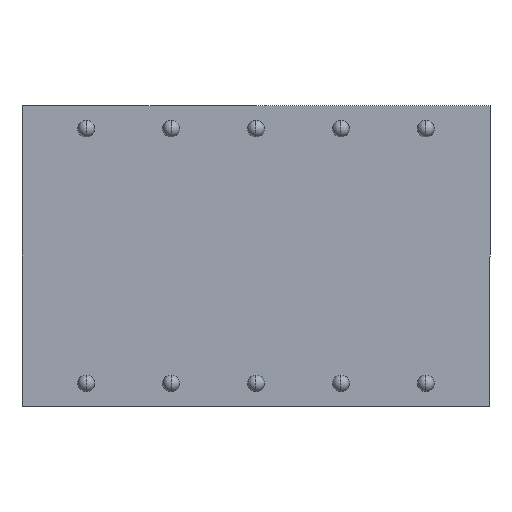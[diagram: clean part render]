
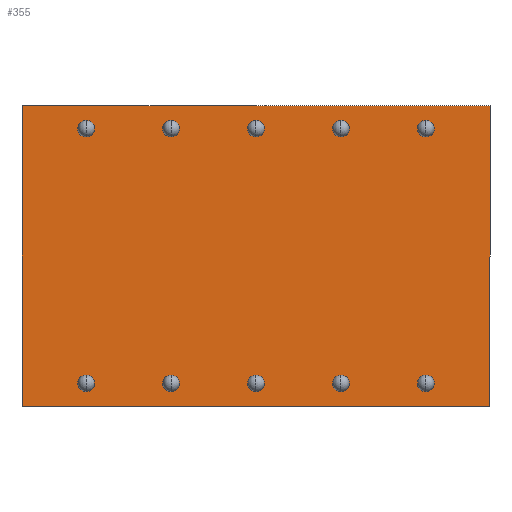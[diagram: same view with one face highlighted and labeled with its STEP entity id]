
A CAD part, front view. The second image highlights one B-rep face of the part: STEP entity #355.
In plain terms, the highlighted planar face has unit normal (0, -1, 0).
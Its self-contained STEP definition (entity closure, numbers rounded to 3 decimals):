
#5 = LINE ( 'NONE', #96, #152 ) ;
#26 = CARTESIAN_POINT ( 'NONE',  ( -7., 0., -4.5 ) ) ;
#46 = CARTESIAN_POINT ( 'NONE',  ( -7., 0., 4.5 ) ) ;
#59 = VECTOR ( 'NONE', #949, 1000. ) ;
#96 = CARTESIAN_POINT ( 'NONE',  ( -7., 0., -4.5 ) ) ;
#139 = EDGE_CURVE ( 'NONE', #1246, #1005, #1373, .T. ) ;
#152 = VECTOR ( 'NONE', #321, 1000. ) ;
#192 = EDGE_LOOP ( 'NONE', ( #1205, #959, #1222, #291 ) ) ;
#226 = DIRECTION ( 'NONE',  ( 0., 0., 1. ) ) ;
#291 = ORIENTED_EDGE ( 'NONE', *, *, #407, .F. ) ;
#321 = DIRECTION ( 'NONE',  ( 0., 0., 1. ) ) ;
#338 = CARTESIAN_POINT ( 'NONE',  ( 7., 0., -4.5 ) ) ;
#355 = ADVANCED_FACE ( 'NONE', ( #1257 ), #1393, .F. ) ;
#382 = DIRECTION ( 'NONE',  ( -1., 0., 0. ) ) ;
#399 = VERTEX_POINT ( 'NONE', #46 ) ;
#407 = EDGE_CURVE ( 'NONE', #1005, #987, #597, .T. ) ;
#464 = EDGE_CURVE ( 'NONE', #399, #1246, #483, .T. ) ;
#483 = LINE ( 'NONE', #839, #59 ) ;
#597 = LINE ( 'NONE', #624, #733 ) ;
#624 = CARTESIAN_POINT ( 'NONE',  ( -7., 0., -4.5 ) ) ;
#648 = EDGE_CURVE ( 'NONE', #987, #399, #5, .T. ) ;
#661 = CARTESIAN_POINT ( 'NONE',  ( 7., 0., 4.5 ) ) ;
#733 = VECTOR ( 'NONE', #382, 1000. ) ;
#785 = CARTESIAN_POINT ( 'NONE',  ( 0., 0., 0. ) ) ;
#839 = CARTESIAN_POINT ( 'NONE',  ( -7., 0., 4.5 ) ) ;
#949 = DIRECTION ( 'NONE',  ( 1., 0., 0. ) ) ;
#959 = ORIENTED_EDGE ( 'NONE', *, *, #464, .F. ) ;
#987 = VERTEX_POINT ( 'NONE', #26 ) ;
#1005 = VERTEX_POINT ( 'NONE', #1151 ) ;
#1151 = CARTESIAN_POINT ( 'NONE',  ( 7., 0., -4.5 ) ) ;
#1205 = ORIENTED_EDGE ( 'NONE', *, *, #139, .F. ) ;
#1222 = ORIENTED_EDGE ( 'NONE', *, *, #648, .F. ) ;
#1246 = VERTEX_POINT ( 'NONE', #661 ) ;
#1257 = FACE_OUTER_BOUND ( 'NONE', #192, .T. ) ;
#1259 = DIRECTION ( 'NONE',  ( 0., 0., -1. ) ) ;
#1373 = LINE ( 'NONE', #338, #1427 ) ;
#1393 = PLANE ( 'NONE',  #1455 ) ;
#1427 = VECTOR ( 'NONE', #1259, 1000. ) ;
#1455 = AXIS2_PLACEMENT_3D ( 'NONE', #785, #1474, #226 ) ;
#1474 = DIRECTION ( 'NONE',  ( 0., 1., 0. ) ) ;
